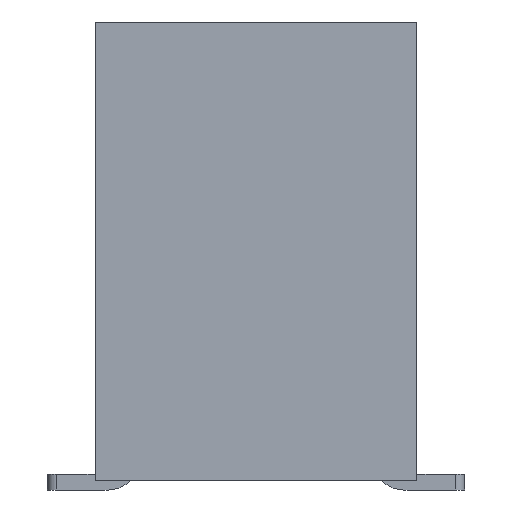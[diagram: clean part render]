
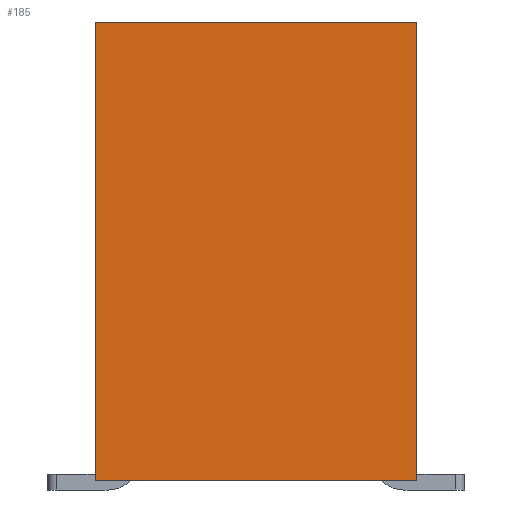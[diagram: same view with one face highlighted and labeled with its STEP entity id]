
A CAD part, left-side view. The second image highlights one B-rep face of the part: STEP entity #185.
In plain terms, the highlighted planar face has unit normal (-1, 0, 0).
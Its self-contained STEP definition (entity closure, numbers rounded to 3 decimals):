
#185=ADVANCED_FACE('',(#809),#503,.T.);
#503=PLANE('',#6170);
#809=FACE_OUTER_BOUND('',#1149,.T.);
#1149=EDGE_LOOP('',(#1666,#1667,#1668,#1669));
#1666=ORIENTED_EDGE('',*,*,#3937,.T.);
#1667=ORIENTED_EDGE('',*,*,#3913,.T.);
#1668=ORIENTED_EDGE('',*,*,#3948,.F.);
#1669=ORIENTED_EDGE('',*,*,#3949,.T.);
#3351=VERTEX_POINT('',#8479);
#3353=VERTEX_POINT('',#8483);
#3374=VERTEX_POINT('',#8530);
#3382=VERTEX_POINT('',#8550);
#3913=EDGE_CURVE('',#3351,#3353,#4777,.T.);
#3937=EDGE_CURVE('',#3374,#3351,#4801,.T.);
#3948=EDGE_CURVE('',#3382,#3353,#4812,.T.);
#3949=EDGE_CURVE('',#3382,#3374,#4813,.T.);
#4777=LINE('',#8484,#5545);
#4801=LINE('',#8529,#5569);
#4812=LINE('',#8549,#5580);
#4813=LINE('',#8551,#5581);
#5545=VECTOR('',#6740,1.);
#5569=VECTOR('',#6766,1.);
#5580=VECTOR('',#6779,1.);
#5581=VECTOR('',#6780,1.);
#6170=AXIS2_PLACEMENT_3D('',#8552,#6781,#6782);
#6740=DIRECTION('',(0.,1.,0.));
#6766=DIRECTION('',(0.,0.,1.));
#6779=DIRECTION('',(0.,0.,1.));
#6780=DIRECTION('',(0.,-1.,0.));
#6781=DIRECTION('',(-1.,0.,0.));
#6782=DIRECTION('',(0.,0.,1.));
#8479=CARTESIAN_POINT('',(0.,0.,6.8));
#8483=CARTESIAN_POINT('',(0.,5.08,6.8));
#8484=CARTESIAN_POINT('',(0.,2.54,6.8));
#8529=CARTESIAN_POINT('',(0.,0.,0.));
#8530=CARTESIAN_POINT('',(0.,0.,-0.45));
#8549=CARTESIAN_POINT('',(0.,5.08,0.));
#8550=CARTESIAN_POINT('',(0.,5.08,-0.45));
#8551=CARTESIAN_POINT('',(0.,5.08,-0.45));
#8552=CARTESIAN_POINT('',(0.,2.54,0.));
